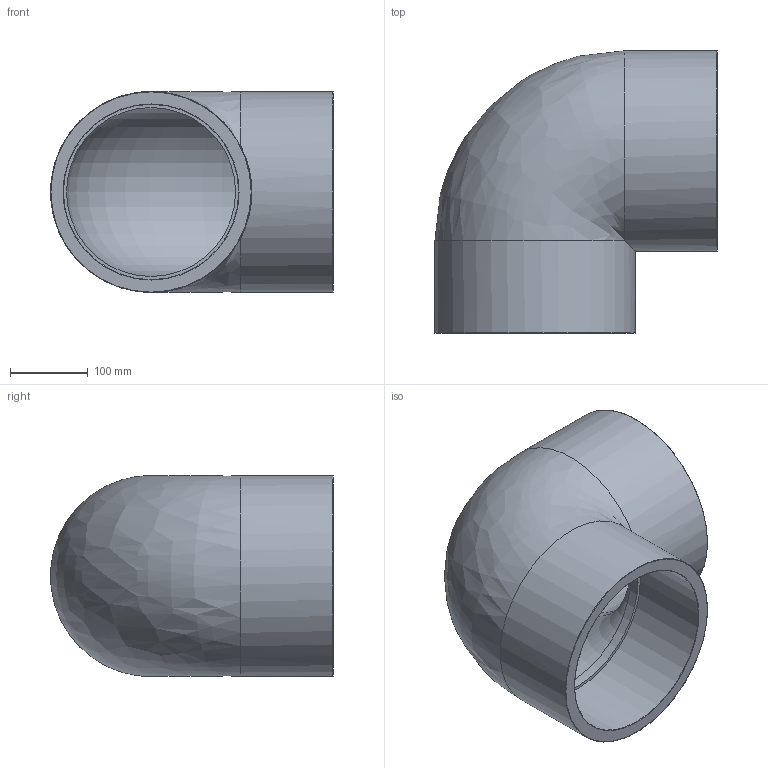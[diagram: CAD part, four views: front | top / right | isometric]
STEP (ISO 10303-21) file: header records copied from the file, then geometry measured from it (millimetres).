
FILE_DESCRIPTION(/* description */ (''),/* implementation_level */ '2;1');
FILE_NAME(/* name */ 'EL502250.stp',/* time_stamp */ '2016-10-17T17:18:08+02:00',/* author */ ('Gabriele'),/* organization */ (''),/* preprocessor_version */ 'ST-DEVELOPER v16.5',/* originating_system */ 'Autodesk Inventor 2017',/* authorisation */ '');
FILE_SCHEMA (('AUTOMOTIVE_DESIGN { 1 0 10303 214 3 1 1 }'));
Length unit declared in the file: millimetre
Products named in the file (1): EL502250
Bounding box: 362.85 x 362.85 x 257.99 mm (x, y, z)
Volume: 5808126.6 mm3; surface area: 659754.5 mm2
Topology: 1 solids, 1 shells, 17 faces, 35 edges, 22 vertices
Faces by surface type: cylinder 6, torus 5, plane 4, bspline 2
Full cylindrical faces by diameter (mm): 217 x2, 225 x2, 258 x2
Entity records: 447 total; most frequent: CARTESIAN_POINT 116, DIRECTION 72, ORIENTED_EDGE 40, AXIS2_PLACEMENT_3D 36, EDGE_LOOP 32, EDGE_CURVE 20, VERTEX_POINT 18, FACE_OUTER_BOUND 17
